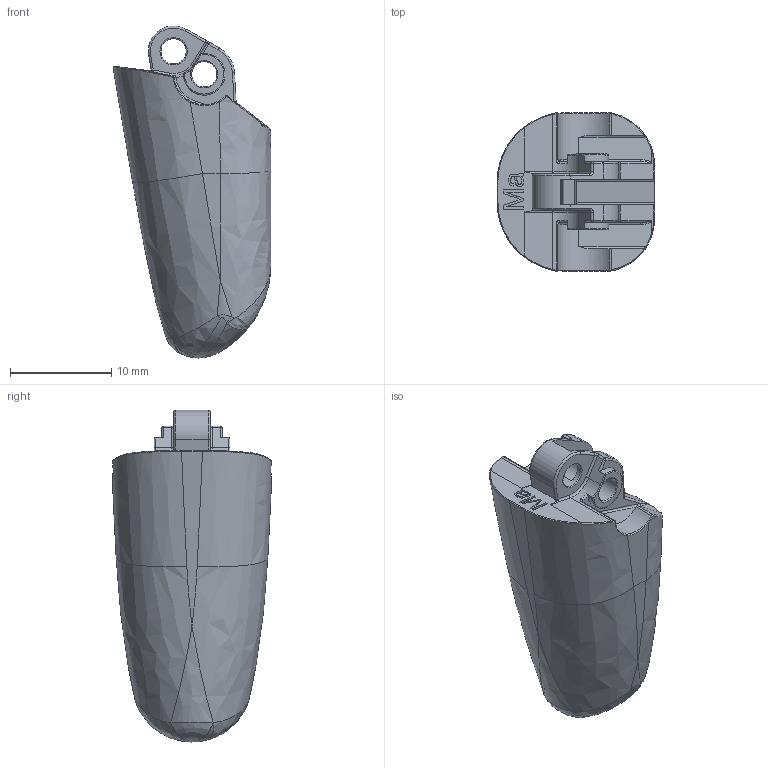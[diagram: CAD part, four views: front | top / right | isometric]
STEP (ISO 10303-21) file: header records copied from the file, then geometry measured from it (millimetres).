
FILE_DESCRIPTION(/* description */ (''),/* implementation_level */ '2;1');
FILE_NAME(/* name */ 'MiddleFingerTip.step',/* time_stamp */ '2024-11-06T16:39:24+09:00',/* author */ (''),/* organization */ (''),/* preprocessor_version */ 'ST-DEVELOPER v20',/* originating_system */ 'Autodesk Translation Framework v13.20.0.188',/* authorisation */ '');
FILE_SCHEMA (('AUTOMOTIVE_DESIGN { 1 0 10303 214 3 1 1 }'));
Length unit declared in the file: millimetre
Products named in the file (1): 第1関節 (2)(ミラー)
Bounding box: 15.59 x 15.69 x 32.81 mm (x, y, z)
Volume: 3716.6 mm3; surface area: 1669.6 mm2
Topology: 1 solids, 1 shells, 254 faces, 671 edges, 408 vertices
Faces by surface type: bspline 125, cylinder 55, plane 54, torus 18, sphere 2
Full cylindrical faces by diameter (mm): 2.5 x3
Entity records: 10988 total; most frequent: CARTESIAN_POINT 5369, ORIENTED_EDGE 1320, DIRECTION 906, EDGE_CURVE 660, VERTEX_POINT 408, AXIS2_PLACEMENT_3D 317, LINE 272, VECTOR 272
